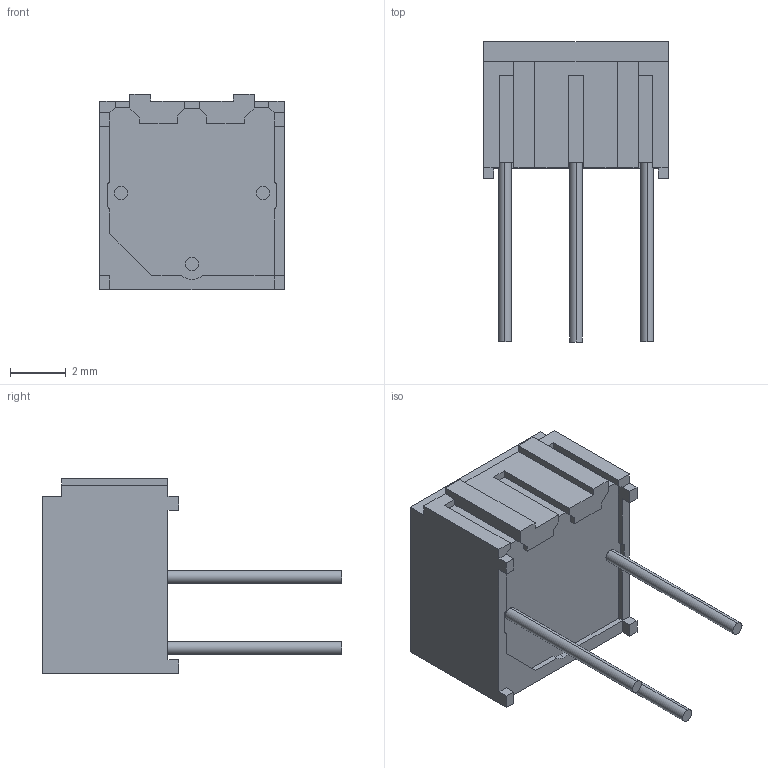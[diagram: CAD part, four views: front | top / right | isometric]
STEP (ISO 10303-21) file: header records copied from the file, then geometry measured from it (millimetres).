
FILE_DESCRIPTION (( 'STEP AP214' ), '1' );
FILE_NAME ('3362P-1-103.STEP', '2021-01-05T18:45:53', ( '' ), ( '' ), 'SwSTEP 2.0', 'SolidWorks 2017', '' );
FILE_SCHEMA (( 'AUTOMOTIVE_DESIGN' ));
Length unit declared in the file: millimetre
Products named in the file (1): 3362P-1-103
Bounding box: 6.6 x 10.72 x 6.99 mm (x, y, z)
Volume: 191.9 mm3; surface area: 305 mm2
Topology: 5 solids, 5 shells, 161 faces, 427 edges, 281 vertices
Faces by surface type: plane 116, cylinder 43, cone 2
Entity records: 5035 total; most frequent: CARTESIAN_POINT 888, ORIENTED_EDGE 854, DIRECTION 837, EDGE_CURVE 427, LINE 329, VECTOR 329, VERTEX_POINT 281, AXIS2_PLACEMENT_3D 254
